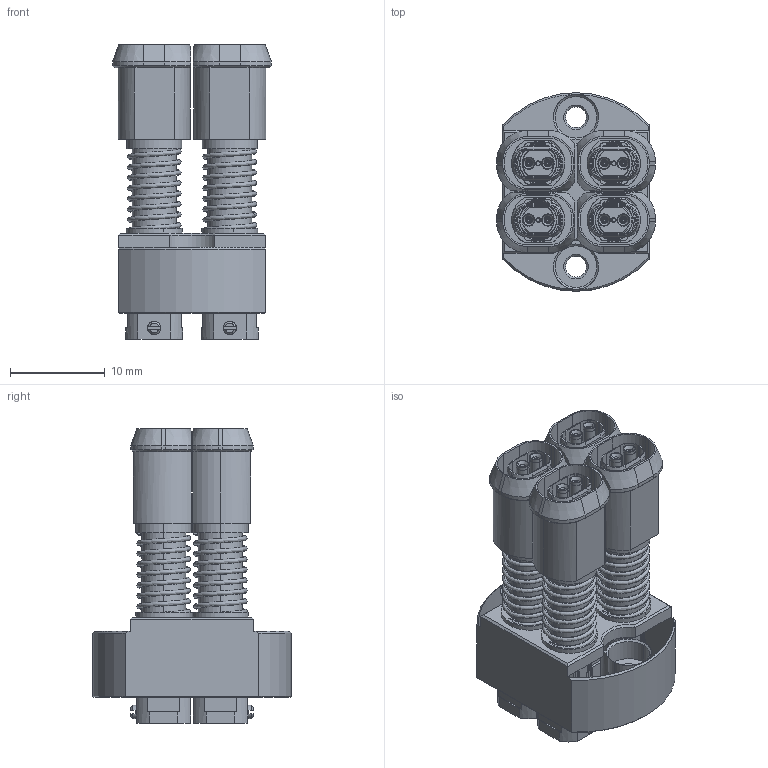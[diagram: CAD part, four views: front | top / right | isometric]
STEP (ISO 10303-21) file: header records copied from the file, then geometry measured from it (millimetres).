
FILE_DESCRIPTION (( 'STEP AP214' ), '1' );
FILE_NAME ('MOD-HF77-0003BG04-1.STEP', '2021-10-25T12:23:11', ( 'first' ), ( 'Hewlett-Packard Company' ), 'SwSTEP 2.0', 'SolidWorks 2020', '' );
FILE_SCHEMA (( 'AUTOMOTIVE_DESIGN' ));
Length unit declared in the file: millimetre
Products named in the file (1): MOD-HF77-0003BG04-1
Bounding box: 16.8 x 21 x 31.16 mm (x, y, z)
Volume: 3851.1 mm3; surface area: 6732 mm2
Topology: 9 solids, 13 shells, 2300 faces, 6498 edges, 4118 vertices
Faces by surface type: plane 1066, cone 574, cylinder 540, torus 96, sphere 16, bspline 8
Entity records: 88573 total; most frequent: CARTESIAN_POINT 23849, ORIENTED_EDGE 12948, DIRECTION 12790, EDGE_CURVE 6474, AXIS2_PLACEMENT_3D 4911, VERTEX_POINT 4110, VECTOR 2968, LINE 2968
